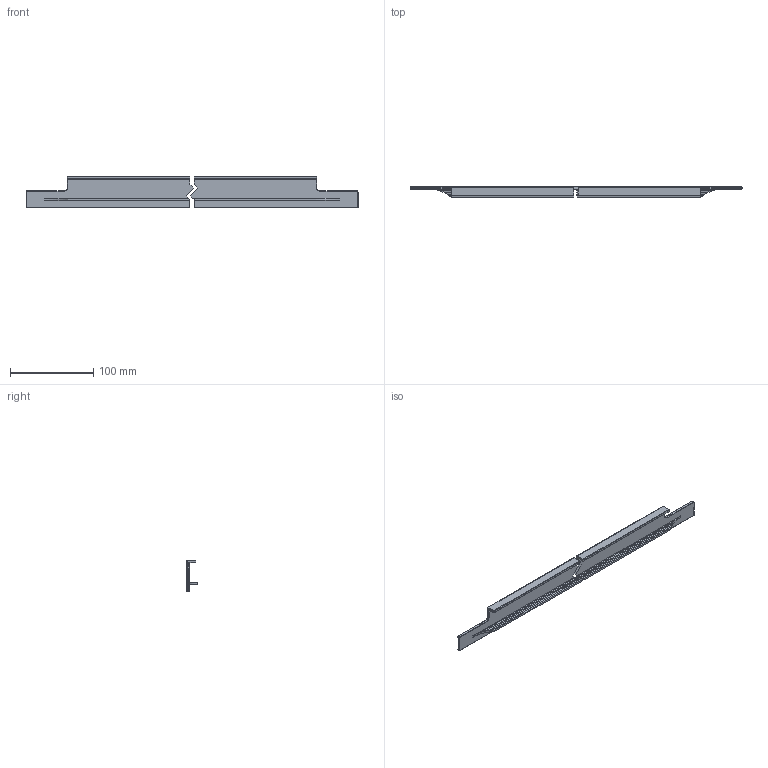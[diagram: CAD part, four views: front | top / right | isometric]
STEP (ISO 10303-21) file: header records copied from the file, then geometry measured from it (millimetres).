
FILE_DESCRIPTION(('Creo Elements/Direct Modeling STEP Export'),'2;1');
FILE_NAME('2466-....stp','2024-04-22T12:00:27',(''),(''),'Creo Elements/Direct Modeling STEP processor for AP214 (Solid Model)','Creo Elements/Direct Modeling 20.0 12-Nov-2016 (C) Parametric Technology GmbH','');
FILE_SCHEMA(('AUTOMOTIVE_DESIGN { 1 0 10303 214 1 1 1 1 }'));
Length unit declared in the file: millimetre
Products named in the file (3): AL-10759.1; AL-10759; 2466-...
Assembly tree (2 placements, depth 2):
  2466-...
    AL-10759
    AL-10759.1
Bounding box: 400 x 13 x 38 mm (x, y, z)
Volume: 54123.6 mm3; surface area: 41127.9 mm2
Topology: 2 solids, 2 shells, 130 faces, 338 edges, 208 vertices
Faces by surface type: plane 72, cylinder 38, torus 16, sphere 4
Entity records: 3993 total; most frequent: DIRECTION 712, CARTESIAN_POINT 675, ORIENTED_EDGE 668, EDGE_CURVE 334, AXIS2_PLACEMENT_3D 245, VECTOR 222, LINE 222, VERTEX_POINT 208
